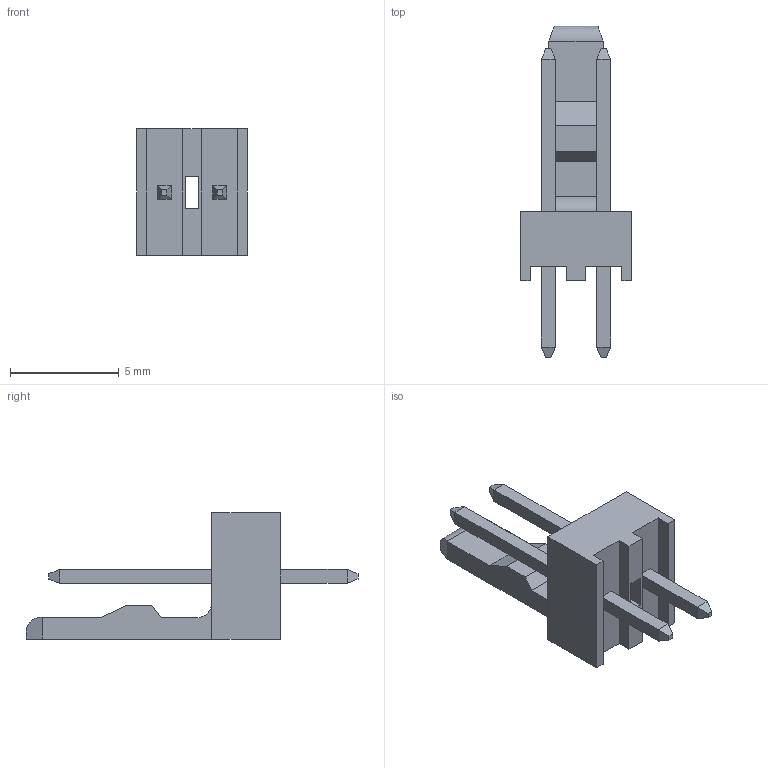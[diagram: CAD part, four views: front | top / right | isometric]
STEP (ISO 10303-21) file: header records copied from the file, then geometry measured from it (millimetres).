
FILE_DESCRIPTION (( 'STEP AP214' ), '1' );
FILE_NAME ('22272021.STEP', '2023-01-17T20:45:24', ( '' ), ( '' ), 'SwSTEP 2.0', 'SolidWorks 2021', '' );
FILE_SCHEMA (( 'AUTOMOTIVE_DESIGN' ));
Length unit declared in the file: millimetre
Products named in the file (1): 22272021
Bounding box: 5.08 x 15.26 x 5.8 mm (x, y, z)
Volume: 111 mm3; surface area: 268.2 mm2
Topology: 1 solids, 1 shells, 66 faces, 164 edges, 104 vertices
Faces by surface type: plane 64, cylinder 2
Entity records: 2270 total; most frequent: CARTESIAN_POINT 341, ORIENTED_EDGE 328, DIRECTION 298, EDGE_CURVE 164, LINE 160, VECTOR 160, VERTEX_POINT 104, EDGE_LOOP 72
